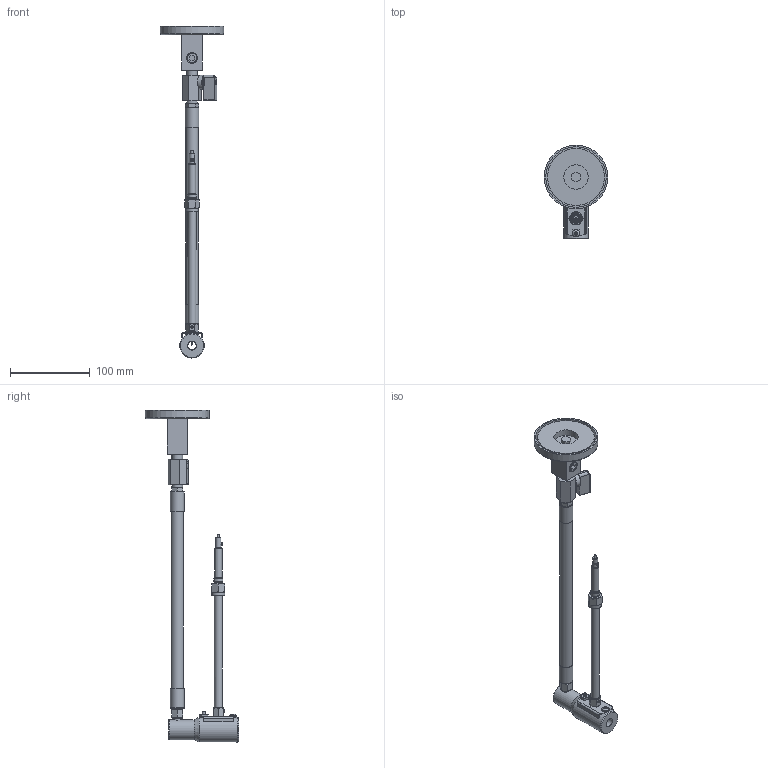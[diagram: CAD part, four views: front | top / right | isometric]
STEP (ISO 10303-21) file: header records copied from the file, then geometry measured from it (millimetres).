
FILE_DESCRIPTION(/* description */ (''),/* implementation_level */ '2;1');
FILE_NAME(/* name */ '8194-9362.stp',/* time_stamp */ '2023-10-12T09:28:26-04:00',/* author */ ('Adam Laub'),/* organization */ (''),/* preprocessor_version */ 'ST-DEVELOPER v19',/* originating_system */ 'Autodesk Inventor 2023',/* authorisation */ '');
FILE_SCHEMA (('CONFIG_CONTROL_DESIGN'));
Length unit declared in the file: inch
Products named in the file (26): 8194-9362; 9262-DIM; 8194; 6013; 901628; 901188; dim-901581; 901437-DIM; 901505; 901468; 901467; 901466-9; 901592; 901565; 901515; 901587; 901623; 901593; 901600; Unbrako - No. 6 x 0.19; Unbrako - No. 8 x 0.19; Unbrako - No. 4 x 0.19; ANSI B18.6.3 - No. 10 - 24 - 3/8; Unbrako - No. 8 x 0.58; ASME B18.6.3 - 10-32; 9042
Assembly tree (26 placements, depth 5):
  8194-9362
    9262-DIM
    8194
      6013
      901628
      901188
      dim-901581
        901437-DIM
        901505
        901468
          901467
          901466-9
        901592
        901565
        901515
        901587
        901623
        901593
        901600
        Unbrako - No. 4 x 0.19  x2
        Unbrako - No. 6 x 0.19
        Unbrako - No. 8 x 0.19
      ANSI B18.6.3 - No. 10 - 24 - 3/8
      Unbrako - No. 8 x 0.58
      ASME B18.6.3 - 10-32
    9042
Bounding box: 80.01 x 117.02 x 416.85 mm (x, y, z)
Volume: 196083.7 mm3; surface area: 87538.5 mm2
Topology: 23 solids, 23 shells, 579 faces, 1302 edges, 809 vertices
Faces by surface type: plane 280, cylinder 149, cone 112, torus 25, bspline 8, sphere 5
Full cylindrical faces by diameter (mm): 1.524 x2, 1.984 x2, 2.261 x3, 2.54 x2, 2.794 x1, 2.845 x2, 3.175 x1, 3.454 x1, 3.485 x1, 3.505 x1, 3.962 x1, 4.166 x2, 4.762 x1, 4.801 x2, 4.826 x1, 4.978 x1, 5.055 x1, 5.105 x2, 5.182 x1, 5.842 x1, 6.35 x6, 6.604 x1, 6.731 x1, 7.112 x1, 7.57 x1, 7.849 x1, 7.938 x1, 8 x2, 8.128 x2, 8.738 x1
Entity records: 17838 total; most frequent: CARTESIAN_POINT 4381, DIRECTION 2748, ORIENTED_EDGE 2490, EDGE_CURVE 1245, AXIS2_PLACEMENT_3D 1111, VERTEX_POINT 787, EDGE_LOOP 660, FACE_OUTER_BOUND 561
